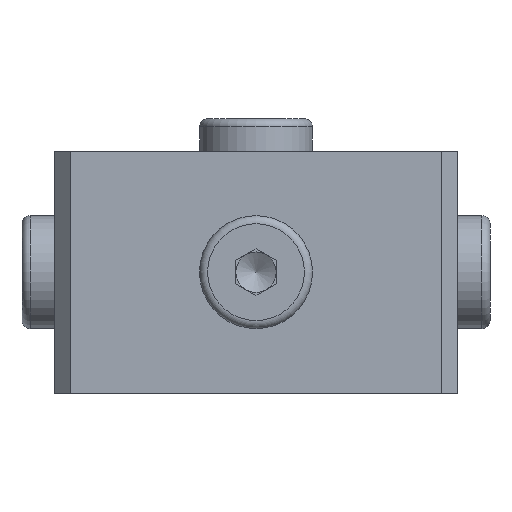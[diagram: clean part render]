
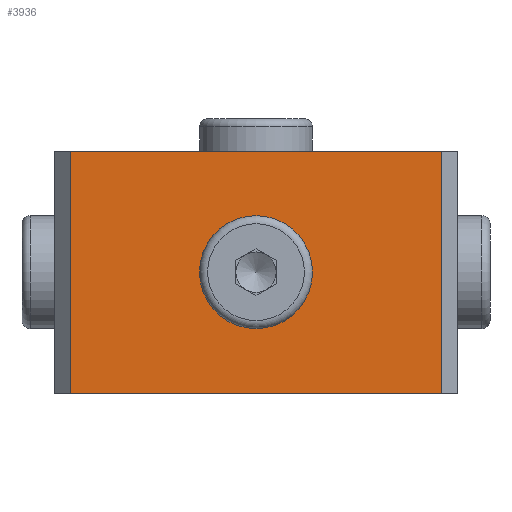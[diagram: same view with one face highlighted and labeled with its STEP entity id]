
A CAD part, front view. The second image highlights one B-rep face of the part: STEP entity #3936.
In plain terms, the highlighted face is planar.
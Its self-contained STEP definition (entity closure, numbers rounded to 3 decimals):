
#159=CIRCLE('',#4197,4.283);
#234=FACE_BOUND('',#760,.T.);
#323=PLANE('',#4227);
#517=FACE_OUTER_BOUND('',#759,.T.);
#759=EDGE_LOOP('',(#3508,#3509,#3510,#3511));
#760=EDGE_LOOP('',(#3512));
#1065=LINE('',#6998,#1390);
#1086=LINE('',#7116,#1411);
#1093=LINE('',#7136,#1418);
#1094=LINE('',#7138,#1419);
#1390=VECTOR('',#4715,10.);
#1411=VECTOR('',#4852,10.);
#1418=VECTOR('',#4873,10.);
#1419=VECTOR('',#4876,10.);
#1901=VERTEX_POINT('',#6995);
#1902=VERTEX_POINT('',#6997);
#1926=VERTEX_POINT('',#7063);
#1940=VERTEX_POINT('',#7113);
#1941=VERTEX_POINT('',#7115);
#2410=EDGE_CURVE('',#1901,#1902,#1065,.T.);
#2442=EDGE_CURVE('',#1926,#1926,#159,.T.);
#2470=EDGE_CURVE('',#1940,#1941,#1086,.T.);
#2481=EDGE_CURVE('',#1902,#1940,#1093,.T.);
#2482=EDGE_CURVE('',#1941,#1901,#1094,.T.);
#3508=ORIENTED_EDGE('',*,*,#2481,.F.);
#3509=ORIENTED_EDGE('',*,*,#2410,.F.);
#3510=ORIENTED_EDGE('',*,*,#2482,.F.);
#3511=ORIENTED_EDGE('',*,*,#2470,.F.);
#3512=ORIENTED_EDGE('',*,*,#2442,.T.);
#3936=ADVANCED_FACE('',(#517,#234),#323,.T.);
#4197=AXIS2_PLACEMENT_3D('',#7064,#4792,#4793);
#4227=AXIS2_PLACEMENT_3D('',#7137,#4874,#4875);
#4715=DIRECTION('',(1.,0.,0.));
#4792=DIRECTION('center_axis',(0.,0.,-1.));
#4793=DIRECTION('ref_axis',(-1.,0.,0.));
#4852=DIRECTION('',(-1.,0.,0.));
#4873=DIRECTION('',(0.,-1.,0.));
#4874=DIRECTION('center_axis',(0.,0.,1.));
#4875=DIRECTION('ref_axis',(1.,0.,0.));
#4876=DIRECTION('',(0.,1.,0.));
#6995=CARTESIAN_POINT('',(-23.,15.,55.));
#6997=CARTESIAN_POINT('',(23.,15.,55.));
#6998=CARTESIAN_POINT('',(-25.,15.,55.));
#7063=CARTESIAN_POINT('',(4.283,0.,55.));
#7064=CARTESIAN_POINT('Origin',(0.,0.,55.));
#7113=CARTESIAN_POINT('',(23.,-15.,55.));
#7115=CARTESIAN_POINT('',(-23.,-15.,55.));
#7116=CARTESIAN_POINT('',(-25.,-15.,55.));
#7136=CARTESIAN_POINT('',(23.,0.,55.));
#7137=CARTESIAN_POINT('Origin',(-25.,0.,55.));
#7138=CARTESIAN_POINT('',(-23.,0.,55.));
